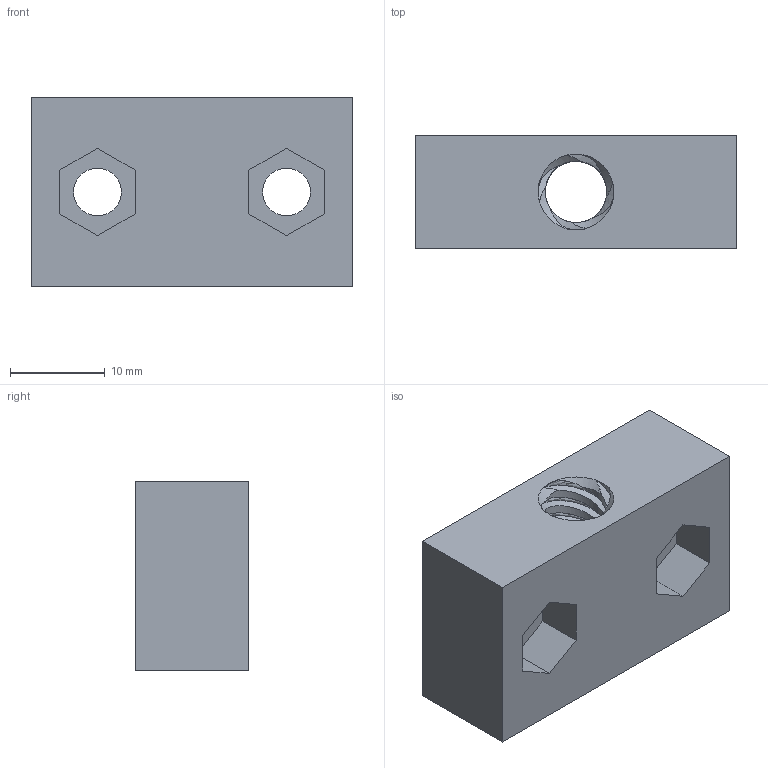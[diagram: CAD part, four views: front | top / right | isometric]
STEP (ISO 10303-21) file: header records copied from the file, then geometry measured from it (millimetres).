
FILE_DESCRIPTION (( 'STEP AP214' ), '1' );
FILE_NAME ('8mm Acme Nut Block.step', '2015-01-21T14:41:06', ( 'Mark' ), ( '' ), 'SwSTEP 2.0', 'SolidWorks 2013', '' );
FILE_SCHEMA (( 'AUTOMOTIVE_DESIGN' ));
Length unit declared in the file: millimetre
Products named in the file (1): 8mm Acme Nut Block
Bounding box: 34 x 12 x 20 mm (x, y, z)
Volume: 6366.3 mm3; surface area: 3748.4 mm2
Topology: 1 solids, 1 shells, 74 faces, 202 edges, 134 vertices
Faces by surface type: cylinder 32, plane 22, bspline 12, cone 8
Entity records: 7524 total; most frequent: CARTESIAN_POINT 5861, ORIENTED_EDGE 404, DIRECTION 272, EDGE_CURVE 202, VERTEX_POINT 134, AXIS2_PLACEMENT_3D 97, EDGE_LOOP 84, VECTOR 78
